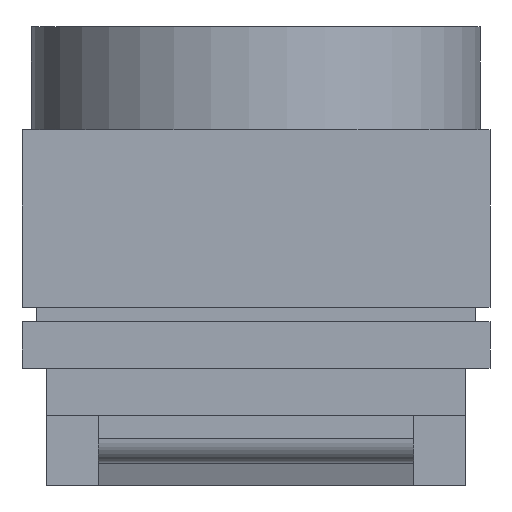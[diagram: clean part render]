
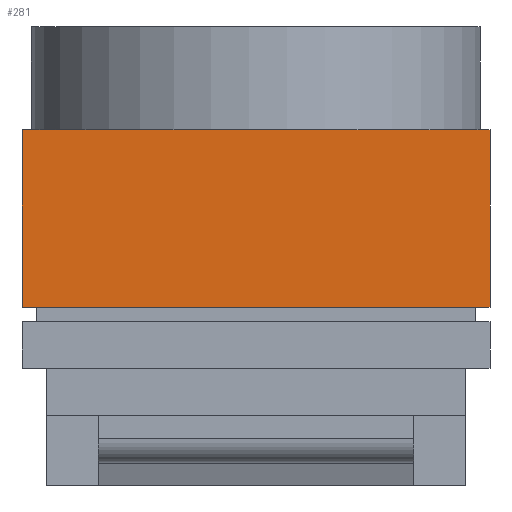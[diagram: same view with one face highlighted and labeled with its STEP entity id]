
A CAD part, left-side view. The second image highlights one B-rep face of the part: STEP entity #281.
In plain terms, the highlighted planar face has unit normal (-1, 0, 0).
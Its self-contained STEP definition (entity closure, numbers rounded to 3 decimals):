
#281 = ADVANCED_FACE( '', ( #721 ), #722, .F. );
#721 = FACE_OUTER_BOUND( '', #1346, .T. );
#722 = PLANE( '', #1347 );
#1346 = EDGE_LOOP( '', ( #2202, #2203, #2204, #2205 ) );
#1347 = AXIS2_PLACEMENT_3D( '', #2206, #2207, #2208 );
#2202 = ORIENTED_EDGE( '', *, *, #4171, .F. );
#2203 = ORIENTED_EDGE( '', *, *, #4172, .T. );
#2204 = ORIENTED_EDGE( '', *, *, #4173, .T. );
#2205 = ORIENTED_EDGE( '', *, *, #4136, .F. );
#2206 = CARTESIAN_POINT( '', ( -5., 5., 6. ) );
#2207 = DIRECTION( '', ( 1., 0., 0. ) );
#2208 = DIRECTION( '', ( 0., 0., -1. ) );
#4136 = EDGE_CURVE( '', #4932, #4927, #4934, .T. );
#4171 = EDGE_CURVE( '', #4993, #4932, #4994, .T. );
#4172 = EDGE_CURVE( '', #4993, #4995, #4996, .T. );
#4173 = EDGE_CURVE( '', #4995, #4927, #4997, .T. );
#4927 = VERTEX_POINT( '', #6201 );
#4932 = VERTEX_POINT( '', #6208 );
#4934 = LINE( '', #6211, #6212 );
#4993 = VERTEX_POINT( '', #6363 );
#4994 = LINE( '', #6364, #6365 );
#4995 = VERTEX_POINT( '', #6366 );
#4996 = LINE( '', #6367, #6368 );
#4997 = LINE( '', #6369, #6370 );
#6201 = CARTESIAN_POINT( '', ( -5., -5., 0. ) );
#6208 = CARTESIAN_POINT( '', ( -5., -5., 3.8 ) );
#6211 = CARTESIAN_POINT( '', ( -5., -5., 6. ) );
#6212 = VECTOR( '', #8042, 1000. );
#6363 = CARTESIAN_POINT( '', ( -5., 5., 3.8 ) );
#6364 = CARTESIAN_POINT( '', ( -5., 5., 3.8 ) );
#6365 = VECTOR( '', #8055, 1000. );
#6366 = CARTESIAN_POINT( '', ( -5., 5., 0. ) );
#6367 = CARTESIAN_POINT( '', ( -5., 5., 6. ) );
#6368 = VECTOR( '', #8056, 1000. );
#6369 = CARTESIAN_POINT( '', ( -5., 5., 0. ) );
#6370 = VECTOR( '', #8057, 1000. );
#8042 = DIRECTION( '', ( 0., 0., -1. ) );
#8055 = DIRECTION( '', ( 0., -1., 0. ) );
#8056 = DIRECTION( '', ( 0., 0., -1. ) );
#8057 = DIRECTION( '', ( 0., -1., 0. ) );
